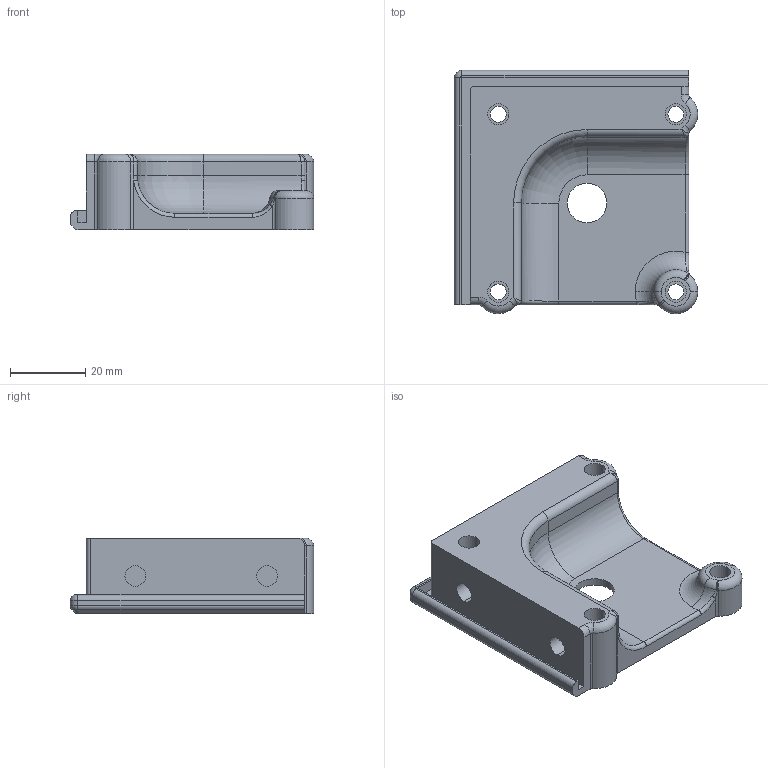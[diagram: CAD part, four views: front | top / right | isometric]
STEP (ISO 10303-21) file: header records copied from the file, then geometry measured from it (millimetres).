
FILE_DESCRIPTION (( 'STEP AP214' ), '1' );
FILE_NAME ('Stepper_Motor_Mount.STEP', '2024-06-20T07:58:45', ( '' ), ( '' ), 'SwSTEP 2.0', 'SolidWorks 2024', '' );
FILE_SCHEMA (( 'AUTOMOTIVE_DESIGN' ));
Length unit declared in the file: millimetre
Products named in the file (1): Stepper_Motor_Mount
Bounding box: 64.62 x 64.62 x 20 mm (x, y, z)
Volume: 36715.8 mm3; surface area: 14319.8 mm2
Topology: 1 solids, 1 shells, 118 faces, 282 edges, 171 vertices
Faces by surface type: cylinder 54, plane 29, torus 20, bspline 12, cone 3
Entity records: 3903 total; most frequent: CARTESIAN_POINT 1117, DIRECTION 617, ORIENTED_EDGE 556, EDGE_CURVE 278, AXIS2_PLACEMENT_3D 256, VERTEX_POINT 171, CIRCLE 149, EDGE_LOOP 137
